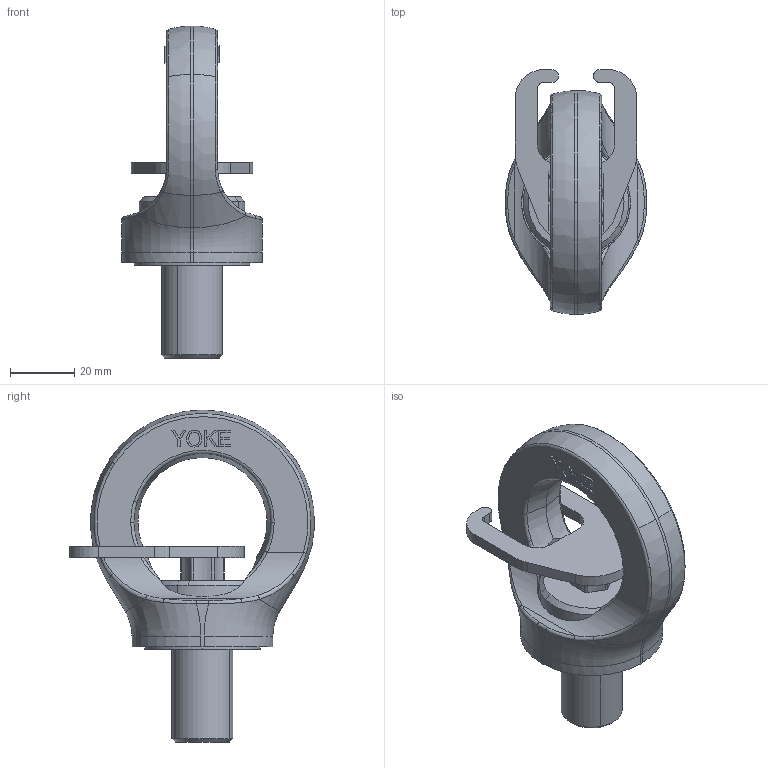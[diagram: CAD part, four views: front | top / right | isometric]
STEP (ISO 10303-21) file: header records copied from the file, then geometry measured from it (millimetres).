
FILE_DESCRIPTION(('CATIA V5 STEP Exchange'),'2;1');
FILE_NAME('8-292K-023.stp','2016-02-16T01:18:30+00:00',('none'),('none'),'CATIA Version 5 Release 21 GA (IN-10)','CATIA V5 STEP AP203','none');
FILE_SCHEMA(('CONFIG_CONTROL_DESIGN'));
Length unit declared in the file: millimetre
Products named in the file (1): 8-292K-023
Bounding box: 44 x 76.46 x 103.7 mm (x, y, z)
Volume: 74216 mm3; surface area: 19453.4 mm2
Topology: 1 solids, 1 shells, 403 faces, 1113 edges, 728 vertices
Faces by surface type: plane 281, cylinder 37, extrusion 28, bspline 20, cone 17, torus 16, revolution 4
Entity records: 14049 total; most frequent: CARTESIAN_POINT 4253, ORIENTED_EDGE 2226, DIRECTION 1619, EDGE_CURVE 1113, VECTOR 872, LINE 844, VERTEX_POINT 728, AXIS2_PLACEMENT_3D 429
